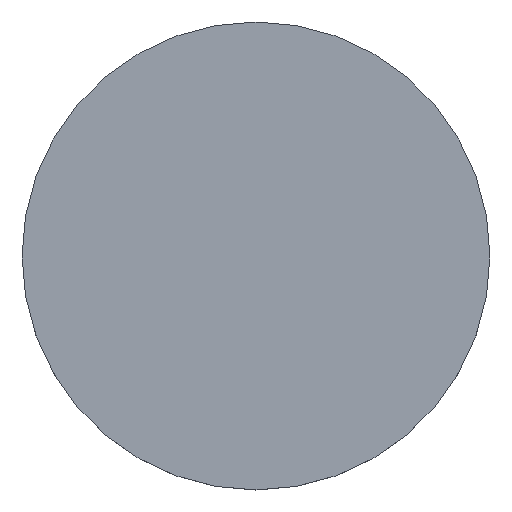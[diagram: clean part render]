
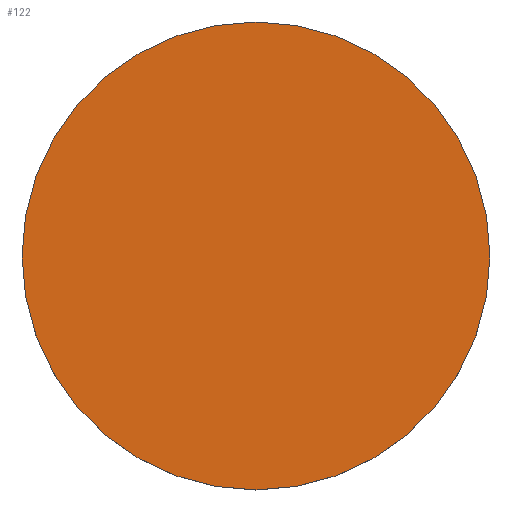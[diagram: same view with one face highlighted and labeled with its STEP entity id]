
A CAD part, top view. The second image highlights one B-rep face of the part: STEP entity #122.
In plain terms, the highlighted planar face has unit normal (0, 0, 1).
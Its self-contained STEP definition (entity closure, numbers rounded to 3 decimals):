
#1 = DIRECTION ( 'NONE',  ( 1., 0., 0. ) ) ;
#9 = DIRECTION ( 'NONE',  ( 0., 0., 1. ) ) ;
#10 = VERTEX_POINT ( 'NONE', #79 ) ;
#22 = AXIS2_PLACEMENT_3D ( 'NONE', #78, #9, #28 ) ;
#27 = DIRECTION ( 'NONE',  ( 0., 0., 1. ) ) ;
#28 = DIRECTION ( 'NONE',  ( 1., 0., 0. ) ) ;
#39 = VERTEX_POINT ( 'NONE', #40 ) ;
#40 = CARTESIAN_POINT ( 'NONE',  ( -50., 0., 4. ) ) ;
#42 = DIRECTION ( 'NONE',  ( 1., 0., 0. ) ) ;
#46 = EDGE_CURVE ( 'NONE', #39, #10, #136, .T. ) ;
#71 = ORIENTED_EDGE ( 'NONE', *, *, #175, .T. ) ;
#74 = EDGE_LOOP ( 'NONE', ( #120, #71 ) ) ;
#78 = CARTESIAN_POINT ( 'NONE',  ( 0., 0., 4. ) ) ;
#79 = CARTESIAN_POINT ( 'NONE',  ( 50., 0., 4. ) ) ;
#83 = CIRCLE ( 'NONE', #164, 50. ) ;
#91 = DIRECTION ( 'NONE',  ( 0., 0., 1. ) ) ;
#102 = FACE_OUTER_BOUND ( 'NONE', #74, .T. ) ;
#112 = PLANE ( 'NONE',  #124 ) ;
#120 = ORIENTED_EDGE ( 'NONE', *, *, #46, .T. ) ;
#122 = ADVANCED_FACE ( 'NONE', ( #102 ), #112, .T. ) ;
#124 = AXIS2_PLACEMENT_3D ( 'NONE', #138, #27, #42 ) ;
#136 = CIRCLE ( 'NONE', #22, 50. ) ;
#138 = CARTESIAN_POINT ( 'NONE',  ( 0., 0., 4. ) ) ;
#143 = CARTESIAN_POINT ( 'NONE',  ( 0., 0., 4. ) ) ;
#164 = AXIS2_PLACEMENT_3D ( 'NONE', #143, #91, #1 ) ;
#175 = EDGE_CURVE ( 'NONE', #10, #39, #83, .T. ) ;
